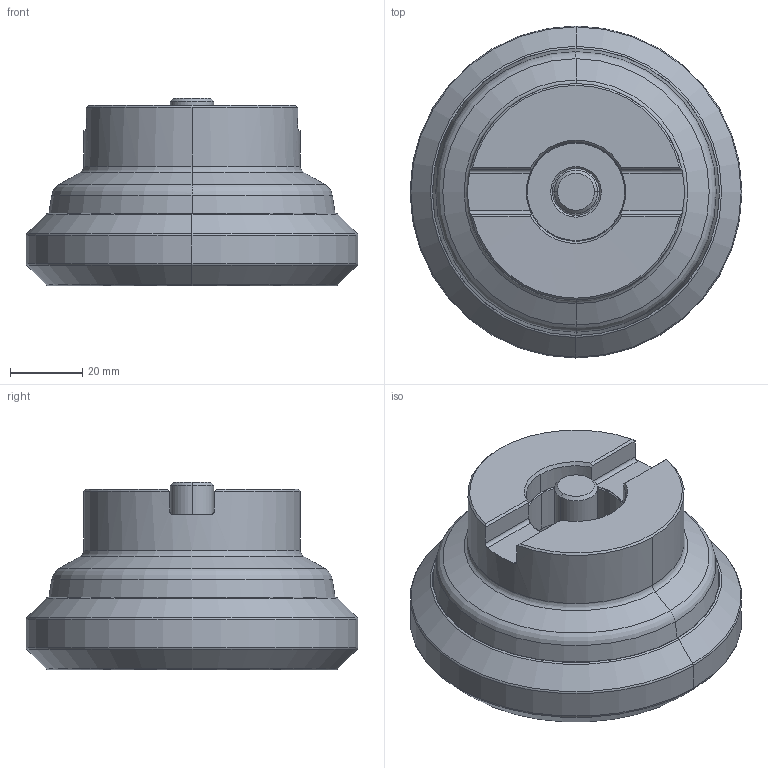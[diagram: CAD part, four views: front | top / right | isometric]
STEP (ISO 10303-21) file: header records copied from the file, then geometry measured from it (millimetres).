
FILE_DESCRIPTION((''),'2;1');
FILE_NAME('DEX','2022-03-14T12:07:21',('AngeleS'),(''),'CREO PARAMETRIC BY PTC INC, 2019030','CREO PARAMETRIC BY PTC INC, 2019030','');
FILE_SCHEMA(('AP242_MANAGED_MODEL_BASED_3D_ENGINEERING_MIM_LF { 1 0 10303 442 1 1 4 }'));
Length unit declared in the file: millimetre
Products named in the file (1): DEX
Bounding box: 92.02 x 92.02 x 52 mm (x, y, z)
Volume: 195930.4 mm3; surface area: 28164.9 mm2
Topology: 1 solids, 1 shells, 114 faces, 247 edges, 145 vertices
Faces by surface type: cone 36, plane 32, torus 24, cylinder 22
Entity records: 4313 total; most frequent: CARTESIAN_POINT 829, DIRECTION 585, ORIENTED_EDGE 484, PRESENTATION_STYLE_ASSIGNMENT 260, AXIS2_PLACEMENT_3D 251, STYLED_ITEM 251, CURVE_STYLE 250, EDGE_CURVE 242
